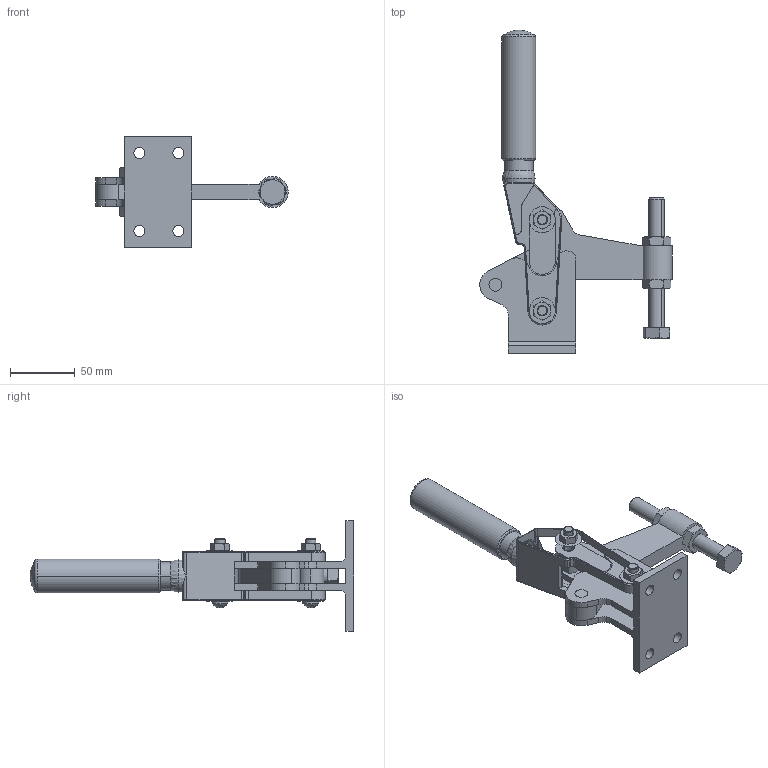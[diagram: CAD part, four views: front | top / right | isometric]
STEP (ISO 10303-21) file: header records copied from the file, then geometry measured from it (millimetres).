
FILE_DESCRIPTION((''),'2;1');
FILE_NAME('M20SB.stp','2006-07-12T08:12:09',('Matthew'),(''),'Autodesk Inventor 8','Autodesk Inventor 8','');
FILE_SCHEMA(('AUTOMOTIVE_DESIGN { 1 0 10303 214 1 1 1 1 }'));
Length unit declared in the file: millimetre
Products named in the file (6): M20SB; M20SB1; M20SB2; M20SB3; M20SB4; M20SB5
Assembly tree (5 placements, depth 2):
  M20SB
    M20SB1
    M20SB2
    M20SB3
    M20SB4
    M20SB5
Bounding box: 147.99 x 248.85 x 85 mm (x, y, z)
Volume: 274854.9 mm3; surface area: 85270.8 mm2
Topology: 5 solids, 5 shells, 358 faces, 908 edges, 574 vertices
Faces by surface type: cylinder 159, plane 106, cone 60, torus 24, sphere 7, bspline 2
Entity records: 11097 total; most frequent: CARTESIAN_POINT 2168, DIRECTION 1989, ORIENTED_EDGE 1806, EDGE_CURVE 903, AXIS2_PLACEMENT_3D 809, VERTEX_POINT 573, CIRCLE 440, EDGE_LOOP 404
